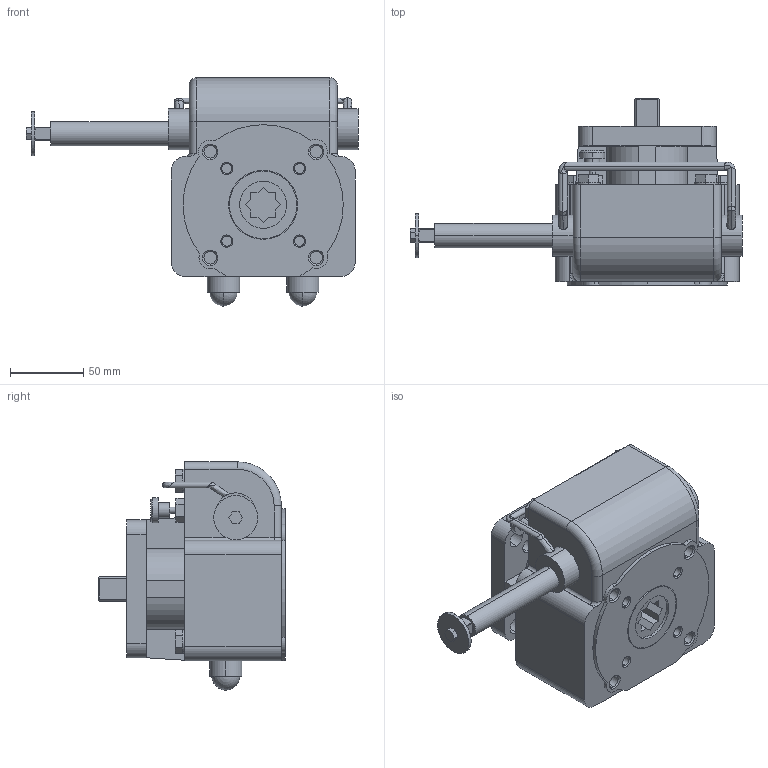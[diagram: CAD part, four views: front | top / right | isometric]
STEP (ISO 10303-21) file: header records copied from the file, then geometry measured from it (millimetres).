
FILE_DESCRIPTION (( 'STEP AP214' ), '1' );
FILE_NAME ('RSD-2.STEP', '2023-02-08T11:05:03', ( 'VEGAS' ), ( '' ), 'SwSTEP 2.0', 'SolidWorks 2021', '' );
FILE_SCHEMA (( 'AUTOMOTIVE_DESIGN' ));
Length unit declared in the file: millimetre
Products named in the file (1): RSD-2
Bounding box: 226 x 127 x 155.4 mm (x, y, z)
Volume: 1264575.5 mm3; surface area: 123164 mm2
Topology: 2 solids, 5 shells, 367 faces, 879 edges, 551 vertices
Faces by surface type: plane 189, cylinder 120, cone 28, bspline 18, sphere 8, torus 4
Entity records: 13294 total; most frequent: CARTESIAN_POINT 2343, DIRECTION 1885, ORIENTED_EDGE 1730, EDGE_CURVE 865, AXIS2_PLACEMENT_3D 705, VERTEX_POINT 547, VECTOR 475, LINE 475
